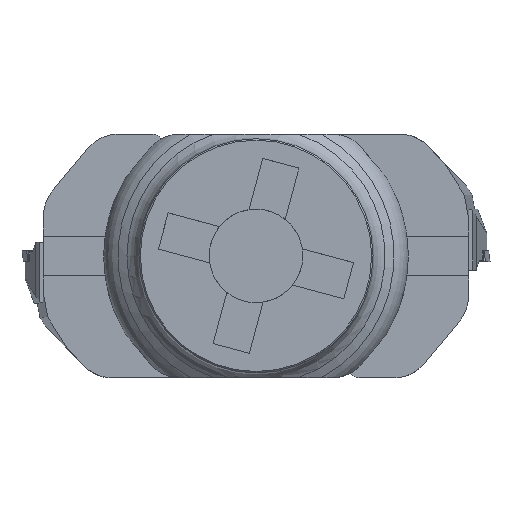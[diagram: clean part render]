
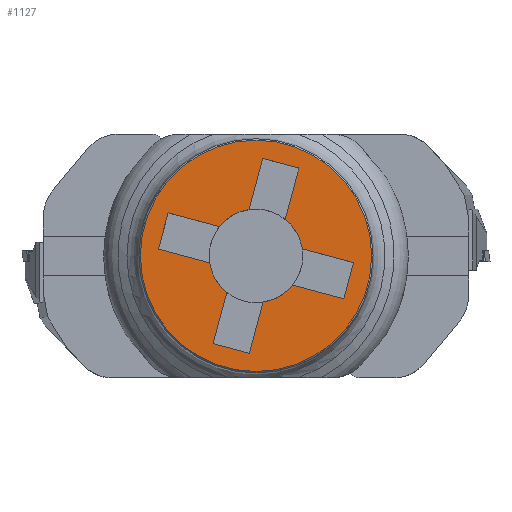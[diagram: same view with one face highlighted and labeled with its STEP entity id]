
A CAD part, top view. The second image highlights one B-rep face of the part: STEP entity #1127.
In plain terms, the highlighted planar face has unit normal (0, 0, 1).
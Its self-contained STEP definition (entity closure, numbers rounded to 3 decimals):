
#498=PLANE('',#2880);
#701=LINE('',#3979,#912);
#704=LINE('',#3985,#915);
#708=LINE('',#3994,#919);
#713=LINE('',#4006,#924);
#714=LINE('',#4008,#925);
#719=LINE('',#4020,#930);
#724=LINE('',#4043,#935);
#725=LINE('',#4045,#936);
#726=LINE('',#4047,#937);
#727=LINE('',#4049,#938);
#728=LINE('',#4050,#939);
#729=LINE('',#4052,#940);
#912=VECTOR('',#3173,1.);
#915=VECTOR('',#3178,1.);
#919=VECTOR('',#3184,1.);
#924=VECTOR('',#3195,1.);
#925=VECTOR('',#3198,1.);
#930=VECTOR('',#3209,1.);
#935=VECTOR('',#3232,1.);
#936=VECTOR('',#3233,1.);
#937=VECTOR('',#3234,1.);
#938=VECTOR('',#3235,1.);
#939=VECTOR('',#3236,1.);
#940=VECTOR('',#3237,1.);
#1127=ADVANCED_FACE('',(#1256,#1257),#498,.T.);
#1256=FACE_BOUND('',#1319,.T.);
#1257=FACE_BOUND('',#1320,.T.);
#1319=EDGE_LOOP('',(#1610,#1611,#1612,#1613,#1614,#1615,#1616,#1617,#1618,
#1619,#1620,#1621,#1622,#1623,#1624,#1625));
#1320=EDGE_LOOP('',(#1626));
#1610=ORIENTED_EDGE('',*,*,#2365,.F.);
#1611=ORIENTED_EDGE('',*,*,#2354,.F.);
#1612=ORIENTED_EDGE('',*,*,#2340,.T.);
#1613=ORIENTED_EDGE('',*,*,#2333,.T.);
#1614=ORIENTED_EDGE('',*,*,#2346,.T.);
#1615=ORIENTED_EDGE('',*,*,#2363,.F.);
#1616=ORIENTED_EDGE('',*,*,#2366,.T.);
#1617=ORIENTED_EDGE('',*,*,#2367,.F.);
#1618=ORIENTED_EDGE('',*,*,#2368,.F.);
#1619=ORIENTED_EDGE('',*,*,#2359,.F.);
#1620=ORIENTED_EDGE('',*,*,#2347,.T.);
#1621=ORIENTED_EDGE('',*,*,#2336,.T.);
#1622=ORIENTED_EDGE('',*,*,#2353,.T.);
#1623=ORIENTED_EDGE('',*,*,#2358,.F.);
#1624=ORIENTED_EDGE('',*,*,#2369,.T.);
#1625=ORIENTED_EDGE('',*,*,#2370,.F.);
#1626=ORIENTED_EDGE('',*,*,#2331,.T.);
#2096=VERTEX_POINT('',#3974);
#2098=VERTEX_POINT('',#3978);
#2099=VERTEX_POINT('',#3980);
#2101=VERTEX_POINT('',#3986);
#2102=VERTEX_POINT('',#3987);
#2105=VERTEX_POINT('',#3995);
#2108=VERTEX_POINT('',#4005);
#2109=VERTEX_POINT('',#4009);
#2112=VERTEX_POINT('',#4019);
#2113=VERTEX_POINT('',#4023);
#2116=VERTEX_POINT('',#4029);
#2117=VERTEX_POINT('',#4032);
#2120=VERTEX_POINT('',#4038);
#2122=VERTEX_POINT('',#4044);
#2123=VERTEX_POINT('',#4046);
#2124=VERTEX_POINT('',#4048);
#2125=VERTEX_POINT('',#4051);
#2331=EDGE_CURVE('',#2096,#2096,#2592,.T.);
#2333=EDGE_CURVE('',#2099,#2098,#701,.T.);
#2336=EDGE_CURVE('',#2101,#2102,#704,.T.);
#2340=EDGE_CURVE('',#2105,#2099,#708,.T.);
#2346=EDGE_CURVE('',#2098,#2108,#713,.T.);
#2347=EDGE_CURVE('',#2109,#2101,#714,.T.);
#2353=EDGE_CURVE('',#2102,#2112,#719,.T.);
#2354=EDGE_CURVE('',#2105,#2113,#2595,.T.);
#2358=EDGE_CURVE('',#2116,#2112,#2597,.T.);
#2359=EDGE_CURVE('',#2109,#2117,#2598,.T.);
#2363=EDGE_CURVE('',#2120,#2108,#2600,.T.);
#2365=EDGE_CURVE('',#2113,#2122,#724,.T.);
#2366=EDGE_CURVE('',#2120,#2123,#725,.T.);
#2367=EDGE_CURVE('',#2124,#2123,#726,.T.);
#2368=EDGE_CURVE('',#2117,#2124,#727,.T.);
#2369=EDGE_CURVE('',#2116,#2125,#728,.T.);
#2370=EDGE_CURVE('',#2122,#2125,#729,.T.);
#2592=CIRCLE('',#2860,49.4);
#2595=CIRCLE('',#2872,20.);
#2597=CIRCLE('',#2874,20.);
#2598=CIRCLE('',#2875,20.);
#2600=CIRCLE('',#2877,20.);
#2860=AXIS2_PLACEMENT_3D('',#3973,#3168,#3169);
#2872=AXIS2_PLACEMENT_3D('',#4022,#3212,#3213);
#2874=AXIS2_PLACEMENT_3D('',#4030,#3218,#3219);
#2875=AXIS2_PLACEMENT_3D('',#4031,#3220,#3221);
#2877=AXIS2_PLACEMENT_3D('',#4039,#3226,#3227);
#2880=AXIS2_PLACEMENT_3D('',#4053,#3238,#3239);
#3168=DIRECTION('',(0.,0.,1.));
#3169=DIRECTION('',(1.,0.,0.));
#3173=DIRECTION('',(0.966,-0.259,0.));
#3178=DIRECTION('',(-0.966,0.259,0.));
#3184=DIRECTION('',(0.259,0.966,0.));
#3195=DIRECTION('',(-0.259,-0.966,0.));
#3198=DIRECTION('',(-0.259,-0.966,0.));
#3209=DIRECTION('',(0.259,0.966,0.));
#3212=DIRECTION('',(0.,0.,1.));
#3213=DIRECTION('',(1.,0.,0.));
#3218=DIRECTION('',(0.,0.,1.));
#3219=DIRECTION('',(1.,0.,0.));
#3220=DIRECTION('',(0.,0.,1.));
#3221=DIRECTION('',(1.,0.,0.));
#3226=DIRECTION('',(0.,0.,1.));
#3227=DIRECTION('',(1.,0.,0.));
#3232=DIRECTION('',(-0.966,0.259,0.));
#3233=DIRECTION('',(0.966,-0.259,0.));
#3234=DIRECTION('',(0.259,0.966,0.));
#3235=DIRECTION('',(0.966,-0.259,0.));
#3236=DIRECTION('',(-0.966,0.259,0.));
#3237=DIRECTION('',(-0.259,-0.966,0.));
#3238=DIRECTION('',(0.,0.,1.));
#3239=DIRECTION('',(1.,0.,0.));
#3973=CARTESIAN_POINT('',(0.,0.,0.));
#3974=CARTESIAN_POINT('',(49.4,0.,0.));
#3978=CARTESIAN_POINT('',(18.339,37.532,0.));
#3979=CARTESIAN_POINT('',(16.48,38.031,0.));
#3980=CARTESIAN_POINT('',(2.884,41.674,0.));
#3985=CARTESIAN_POINT('',(-16.48,-38.031,0.));
#3986=CARTESIAN_POINT('',(-2.884,-41.674,0.));
#3987=CARTESIAN_POINT('',(-18.339,-37.532,0.));
#3994=CARTESIAN_POINT('',(2.367,39.742,0.));
#3995=CARTESIAN_POINT('',(-2.983,19.776,0.));
#4005=CARTESIAN_POINT('',(12.472,15.635,0.));
#4006=CARTESIAN_POINT('',(9.151,3.242,0.));
#4008=CARTESIAN_POINT('',(-2.367,-39.742,0.));
#4009=CARTESIAN_POINT('',(2.983,-19.776,0.));
#4019=CARTESIAN_POINT('',(-12.472,-15.635,0.));
#4020=CARTESIAN_POINT('',(-9.151,-3.242,0.));
#4022=CARTESIAN_POINT('',(0.,0.,
0.));
#4023=CARTESIAN_POINT('',(-15.635,12.472,0.));
#4029=CARTESIAN_POINT('',(-19.776,-2.983,0.));
#4030=CARTESIAN_POINT('',(0.,0.,
0.));
#4031=CARTESIAN_POINT('',(0.,0.,
0.));
#4032=CARTESIAN_POINT('',(15.635,-12.472,0.));
#4038=CARTESIAN_POINT('',(19.776,2.983,0.));
#4039=CARTESIAN_POINT('',(0.,0.,
0.));
#4043=CARTESIAN_POINT('',(-44.58,20.227,0.));
#4044=CARTESIAN_POINT('',(-37.532,18.339,0.));
#4045=CARTESIAN_POINT('',(-44.58,20.227,0.));
#4046=CARTESIAN_POINT('',(41.674,-2.884,0.));
#4047=CARTESIAN_POINT('',(36.254,-23.112,0.));
#4048=CARTESIAN_POINT('',(37.532,-18.339,0.));
#4049=CARTESIAN_POINT('',(-48.721,4.773,0.));
#4050=CARTESIAN_POINT('',(-48.721,4.773,0.));
#4051=CARTESIAN_POINT('',(-41.674,2.884,0.));
#4052=CARTESIAN_POINT('',(-42.952,-1.888,0.));
#4053=CARTESIAN_POINT('',(-50.,0.,0.));
